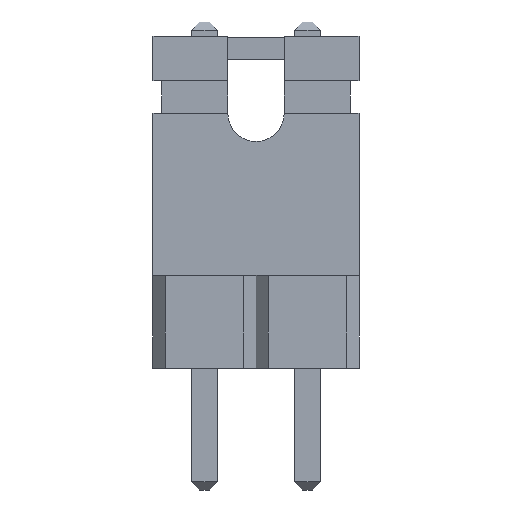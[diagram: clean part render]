
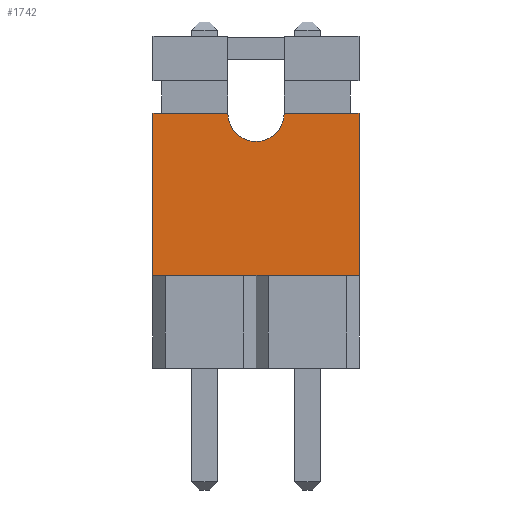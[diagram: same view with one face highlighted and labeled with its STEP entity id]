
A CAD part, front view. The second image highlights one B-rep face of the part: STEP entity #1742.
In plain terms, the highlighted face is planar.
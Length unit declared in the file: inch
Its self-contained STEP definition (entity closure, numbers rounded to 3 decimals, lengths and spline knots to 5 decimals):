
#197 = AXIS2_PLACEMENT_3D ( 'NONE', #2109, #5151, #2557 ) ;
#223 = DIRECTION ( 'NONE',  ( 0., -1., 0. ) ) ;
#267 = EDGE_CURVE ( 'NONE', #5041, #4298, #4521, .T. ) ;
#376 = DIRECTION ( 'NONE',  ( 0., -1., 0. ) ) ;
#453 = CARTESIAN_POINT ( 'NONE',  ( 0.02736, 0.04134, 0.05 ) ) ;
#980 = VERTEX_POINT ( 'NONE', #1722 ) ;
#1009 = CARTESIAN_POINT ( 'NONE',  ( 0.1, 0.04134, 0.05 ) ) ;
#1264 = CARTESIAN_POINT ( 'NONE',  ( 0.1, -0.11614, 0.05 ) ) ;
#1322 = ORIENTED_EDGE ( 'NONE', *, *, #3692, .T. ) ;
#1362 = DIRECTION ( 'NONE',  ( 1., 0., 0. ) ) ;
#1404 = PLANE ( 'NONE',  #2160 ) ;
#1462 = DIRECTION ( 'NONE',  ( -1., 0., 0. ) ) ;
#1722 = CARTESIAN_POINT ( 'NONE',  ( -0.02736, 0.04134, 0.05 ) ) ;
#1742 = ADVANCED_FACE ( 'NONE', ( #2841 ), #1404, .T. ) ;
#1755 = DIRECTION ( 'NONE',  ( 1., 0., 0. ) ) ;
#1782 = LINE ( 'NONE', #5445, #4165 ) ;
#2069 = ORIENTED_EDGE ( 'NONE', *, *, #4093, .T. ) ;
#2109 = CARTESIAN_POINT ( 'NONE',  ( 0., 0.04134, 0.05 ) ) ;
#2154 = EDGE_LOOP ( 'NONE', ( #4620, #1322, #3664, #5347, #2069, #4105 ) ) ;
#2160 = AXIS2_PLACEMENT_3D ( 'NONE', #4837, #2220, #1755 ) ;
#2181 = CIRCLE ( 'NONE', #197, 0.02736 ) ;
#2220 = DIRECTION ( 'NONE',  ( 0., 0., 1. ) ) ;
#2263 = VECTOR ( 'NONE', #1362, 39.37008 ) ;
#2557 = DIRECTION ( 'NONE',  ( 1., 0., 0. ) ) ;
#2578 = VECTOR ( 'NONE', #376, 39.37008 ) ;
#2835 = EDGE_CURVE ( 'NONE', #3558, #980, #2181, .T. ) ;
#2841 = FACE_OUTER_BOUND ( 'NONE', #2154, .T. ) ;
#3148 = EDGE_CURVE ( 'NONE', #5331, #980, #3665, .T. ) ;
#3175 = CARTESIAN_POINT ( 'NONE',  ( 0.1, 0.04134, 0.05 ) ) ;
#3387 = VECTOR ( 'NONE', #4055, 39.37008 ) ;
#3558 = VERTEX_POINT ( 'NONE', #453 ) ;
#3608 = CARTESIAN_POINT ( 'NONE',  ( 0.1, 0.04134, 0.05 ) ) ;
#3664 = ORIENTED_EDGE ( 'NONE', *, *, #2835, .T. ) ;
#3665 = LINE ( 'NONE', #3608, #3387 ) ;
#3692 = EDGE_CURVE ( 'NONE', #5041, #3558, #5340, .T. ) ;
#4055 = DIRECTION ( 'NONE',  ( 1., 0., 0. ) ) ;
#4093 = EDGE_CURVE ( 'NONE', #5331, #5579, #1782, .T. ) ;
#4105 = ORIENTED_EDGE ( 'NONE', *, *, #5020, .T. ) ;
#4165 = VECTOR ( 'NONE', #223, 39.37008 ) ;
#4298 = VERTEX_POINT ( 'NONE', #4306 ) ;
#4306 = CARTESIAN_POINT ( 'NONE',  ( 0.1, -0.11614, 0.05 ) ) ;
#4521 = LINE ( 'NONE', #1264, #2578 ) ;
#4620 = ORIENTED_EDGE ( 'NONE', *, *, #267, .F. ) ;
#4726 = LINE ( 'NONE', #4812, #2263 ) ;
#4812 = CARTESIAN_POINT ( 'NONE',  ( 0.1, -0.11614, 0.05 ) ) ;
#4837 = CARTESIAN_POINT ( 'NONE',  ( 0.1, -0.11614, 0.05 ) ) ;
#5020 = EDGE_CURVE ( 'NONE', #5579, #4298, #4726, .T. ) ;
#5041 = VERTEX_POINT ( 'NONE', #3175 ) ;
#5119 = CARTESIAN_POINT ( 'NONE',  ( -0.1, 0.04134, 0.05 ) ) ;
#5151 = DIRECTION ( 'NONE',  ( 0., 0., -1. ) ) ;
#5202 = VECTOR ( 'NONE', #1462, 39.37008 ) ;
#5331 = VERTEX_POINT ( 'NONE', #5119 ) ;
#5340 = LINE ( 'NONE', #1009, #5202 ) ;
#5347 = ORIENTED_EDGE ( 'NONE', *, *, #3148, .F. ) ;
#5445 = CARTESIAN_POINT ( 'NONE',  ( -0.1, -0.11614, 0.05 ) ) ;
#5579 = VERTEX_POINT ( 'NONE', #5629 ) ;
#5629 = CARTESIAN_POINT ( 'NONE',  ( -0.1, -0.11614, 0.05 ) ) ;
